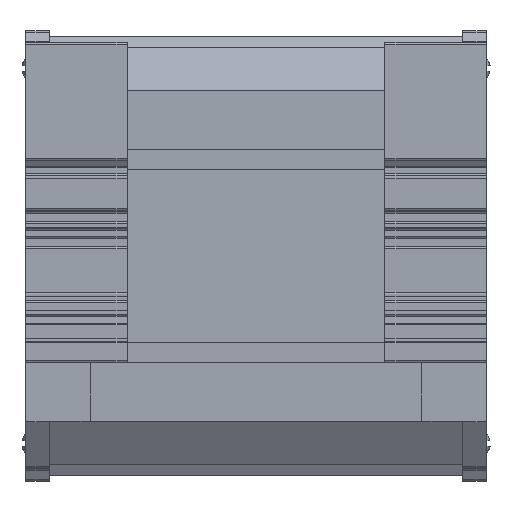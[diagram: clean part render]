
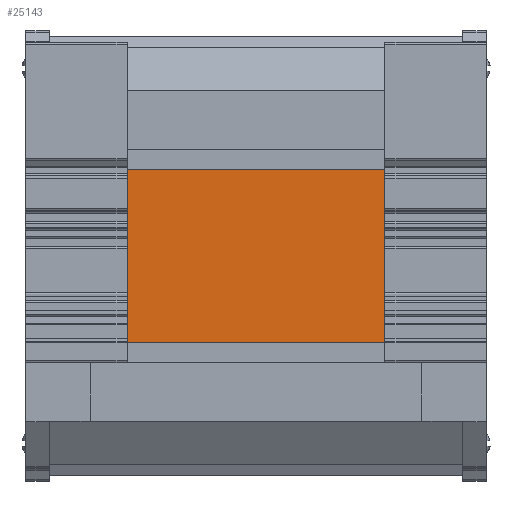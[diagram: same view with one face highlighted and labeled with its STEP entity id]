
A CAD part, front view. The second image highlights one B-rep face of the part: STEP entity #25143.
In plain terms, the highlighted planar face has unit normal (0, -1, 0).
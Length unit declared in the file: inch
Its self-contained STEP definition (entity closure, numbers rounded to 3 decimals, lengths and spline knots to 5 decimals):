
#4270 = VERTEX_POINT ( 'NONE', #9512 ) ;
#4275 = VERTEX_POINT ( 'NONE', #9517 ) ;
#4298 = VERTEX_POINT ( 'NONE', #9540 ) ;
#4302 = VERTEX_POINT ( 'NONE', #9544 ) ;
#4931 = EDGE_CURVE ( 'NONE', #4275, #4270, #7812, .T. ) ;
#5221 = EDGE_LOOP ( 'NONE', ( #12301, #12481, #12490, #12529 ) ) ;
#7812 = LINE ( 'NONE', #9673, #24353 ) ;
#9512 = CARTESIAN_POINT ( 'NONE',  ( -0.98, -0.65806, 0.65649 ) ) ;
#9517 = CARTESIAN_POINT ( 'NONE',  ( -0.98, -0.65806, -0.65649 ) ) ;
#9540 = CARTESIAN_POINT ( 'NONE',  ( 0.98, -0.65806, -0.65649 ) ) ;
#9544 = CARTESIAN_POINT ( 'NONE',  ( 0.98, -0.65806, 0.65649 ) ) ;
#9673 = CARTESIAN_POINT ( 'NONE',  ( -0.98, -0.65806, 0.65649 ) ) ;
#9674 = DIRECTION ( 'NONE',  ( 0., 0., 1. ) ) ;
#12301 = ORIENTED_EDGE ( 'NONE', *, *, #4931, .F. ) ;
#12481 = ORIENTED_EDGE ( 'NONE', *, *, #23635, .T. ) ;
#12490 = ORIENTED_EDGE ( 'NONE', *, *, #24021, .F. ) ;
#12529 = ORIENTED_EDGE ( 'NONE', *, *, #23638, .F. ) ;
#14946 = LINE ( 'NONE', #18779, #17747 ) ;
#14949 = LINE ( 'NONE', #18785, #17750 ) ;
#15157 = LINE ( 'NONE', #19300, #17985 ) ;
#15393 = FACE_OUTER_BOUND ( 'NONE', #5221, .T. ) ;
#17747 = VECTOR ( 'NONE', #18780, 39.37008 ) ;
#17750 = VECTOR ( 'NONE', #18786, 39.37008 ) ;
#17985 = VECTOR ( 'NONE', #19301, 39.37008 ) ;
#18779 = CARTESIAN_POINT ( 'NONE',  ( -1.26, -0.65806, -0.65649 ) ) ;
#18780 = DIRECTION ( 'NONE',  ( 1., 0., 0. ) ) ;
#18785 = CARTESIAN_POINT ( 'NONE',  ( -1.26, -0.65806, 0.65649 ) ) ;
#18786 = DIRECTION ( 'NONE',  ( 1., 0., 0. ) ) ;
#19300 = CARTESIAN_POINT ( 'NONE',  ( 0.98, -0.65806, 0.65649 ) ) ;
#19301 = DIRECTION ( 'NONE',  ( 0., 0., -1. ) ) ;
#20347 = AXIS2_PLACEMENT_3D ( 'NONE', #20490, #20491, #20492 ) ;
#20489 = PLANE ( 'NONE',  #20347 ) ;
#20490 = CARTESIAN_POINT ( 'NONE',  ( -1.26, -0.65806, 0.65649 ) ) ;
#20491 = DIRECTION ( 'NONE',  ( 0., 1., 0. ) ) ;
#20492 = DIRECTION ( 'NONE',  ( 0., 0., 1. ) ) ;
#23635 = EDGE_CURVE ( 'NONE', #4275, #4298, #14946, .T. ) ;
#23638 = EDGE_CURVE ( 'NONE', #4270, #4302, #14949, .T. ) ;
#24021 = EDGE_CURVE ( 'NONE', #4302, #4298, #15157, .T. ) ;
#24353 = VECTOR ( 'NONE', #9674, 39.37008 ) ;
#25143 = ADVANCED_FACE ( 'NONE', ( #15393 ), #20489, .F. ) ;
